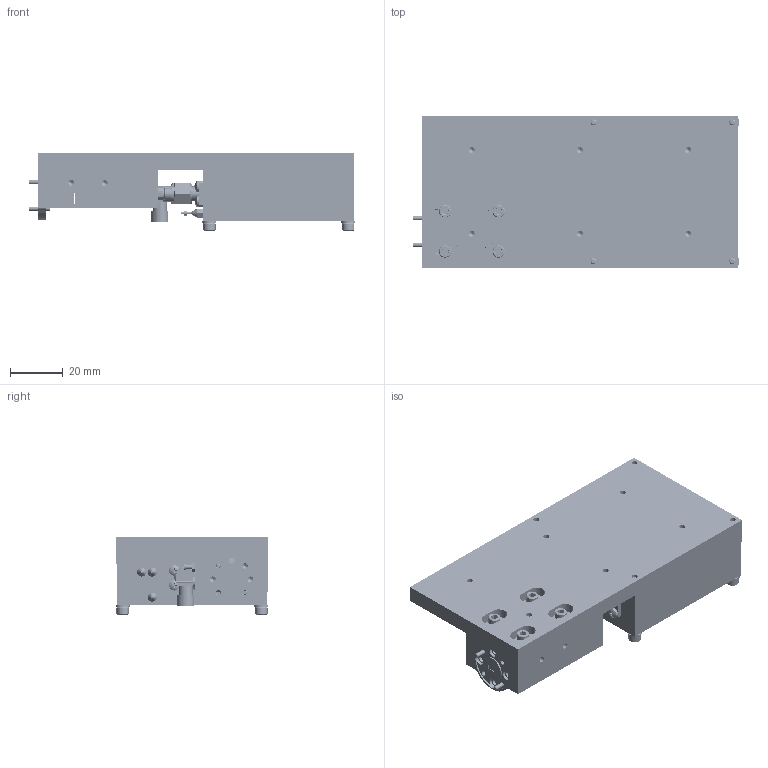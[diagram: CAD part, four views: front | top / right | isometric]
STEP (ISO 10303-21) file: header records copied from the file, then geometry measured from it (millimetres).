
FILE_DESCRIPTION (( 'STEP AP203' ), '1' );
FILE_NAME ('DMOP-15-101-1 DF.STEP', '2021-01-07T19:14:17', ( '' ), ( '' ), 'SwSTEP 2.0', 'SolidWorks 2020', '' );
FILE_SCHEMA (( 'CONFIG_CONTROL_DESIGN' ));
Products named in the file (1): DMOP-15-101-1 DF
Bounding box: 123.75 x 57.93 x 29.19 mm (x, y, z)
Volume: 126408.1 mm3; surface area: 46210.5 mm2
Topology: 52 solids, 52 shells, 2852 faces, 7534 edges, 4868 vertices
Faces by surface type: cylinder 1365, plane 926, cone 289, bspline 254, sphere 16, torus 2
Entity records: 119184 total; most frequent: CARTESIAN_POINT 55739, ORIENTED_EDGE 14928, DIRECTION 11257, EDGE_CURVE 7464, VERTEX_POINT 4868, AXIS2_PLACEMENT_3D 3885, VECTOR 3487, LINE 3487
